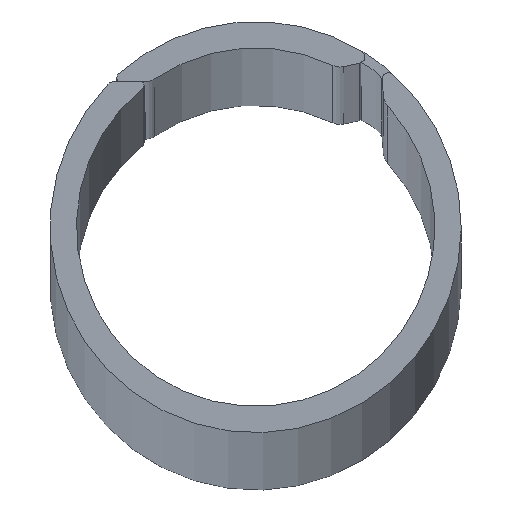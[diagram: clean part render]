
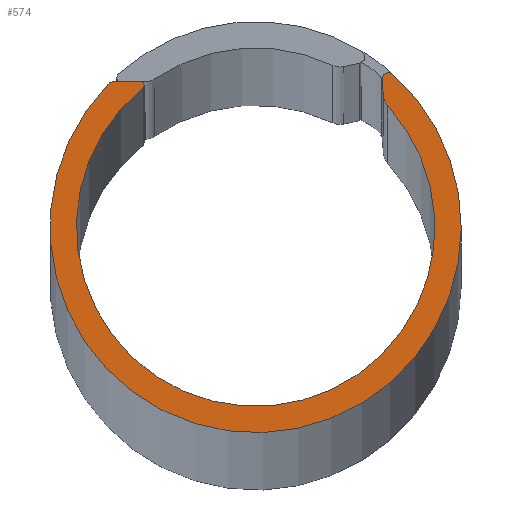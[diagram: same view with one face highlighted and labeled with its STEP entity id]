
A CAD part, top view. The second image highlights one B-rep face of the part: STEP entity #574.
In plain terms, the highlighted planar face has unit normal (0, 0, 1).
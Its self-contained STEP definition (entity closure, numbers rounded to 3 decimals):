
#15 = VERTEX_POINT ( 'NONE', #784 ) ;
#20 = ORIENTED_EDGE ( 'NONE', *, *, #340, .T. ) ;
#22 = DIRECTION ( 'NONE',  ( 0., 0., 1. ) ) ;
#30 = CARTESIAN_POINT ( 'NONE',  ( 7.681, 8.972, 0. ) ) ;
#38 = CARTESIAN_POINT ( 'NONE',  ( 0., 0., 0. ) ) ;
#41 = CARTESIAN_POINT ( 'NONE',  ( -6.844, 8.483, 0. ) ) ;
#54 = CIRCLE ( 'NONE', #817, 1. ) ;
#80 = DIRECTION ( 'NONE',  ( 1., 0., 0. ) ) ;
#82 = DIRECTION ( 'NONE',  ( 1., 0., 0. ) ) ;
#87 = EDGE_CURVE ( 'NONE', #688, #474, #484, .T. ) ;
#112 = CARTESIAN_POINT ( 'NONE',  ( 0., 0., 0. ) ) ;
#134 = ORIENTED_EDGE ( 'NONE', *, *, #430, .T. ) ;
#140 = CARTESIAN_POINT ( 'NONE',  ( 8.766, 8.048, 0. ) ) ;
#152 = CARTESIAN_POINT ( 'NONE',  ( -8.989, 8.686, 0. ) ) ;
#158 = CARTESIAN_POINT ( 'NONE',  ( 8.347, 9.305, 0. ) ) ;
#175 = DIRECTION ( 'NONE',  ( 0., 0., 1. ) ) ;
#187 = EDGE_LOOP ( 'NONE', ( #505, #431, #20, #783, #243, #313, #134, #656 ) ) ;
#190 = CARTESIAN_POINT ( 'NONE',  ( 0., 0., 0. ) ) ;
#191 = EDGE_CURVE ( 'NONE', #720, #728, #350, .T. ) ;
#198 = AXIS2_PLACEMENT_3D ( 'NONE', #112, #175, #551 ) ;
#201 = CIRCLE ( 'NONE', #495, 0.2 ) ;
#243 = ORIENTED_EDGE ( 'NONE', *, *, #87, .T. ) ;
#250 = VERTEX_POINT ( 'NONE', #781 ) ;
#277 = DIRECTION ( 'NONE',  ( 1., 0., 0. ) ) ;
#289 = DIRECTION ( 'NONE',  ( 0., 0., 1. ) ) ;
#310 = DIRECTION ( 'NONE',  ( 0., 0., 1. ) ) ;
#313 = ORIENTED_EDGE ( 'NONE', *, *, #736, .T. ) ;
#340 = EDGE_CURVE ( 'NONE', #766, #15, #548, .T. ) ;
#342 = DIRECTION ( 'NONE',  ( 0., 0., 1. ) ) ;
#350 = CIRCLE ( 'NONE', #823, 0.5 ) ;
#351 = DIRECTION ( 'NONE',  ( 0.087, -0.996, 0. ) ) ;
#356 = DIRECTION ( 'NONE',  ( -1., 0., 0. ) ) ;
#412 = AXIS2_PLACEMENT_3D ( 'NONE', #190, #585, #704 ) ;
#420 = CARTESIAN_POINT ( 'NONE',  ( -6.97, 8.839, 0. ) ) ;
#421 = CIRCLE ( 'NONE', #576, 0.4 ) ;
#430 = EDGE_CURVE ( 'NONE', #250, #720, #684, .T. ) ;
#431 = ORIENTED_EDGE ( 'NONE', *, *, #514, .T. ) ;
#458 = CIRCLE ( 'NONE', #749, 12.5 ) ;
#474 = VERTEX_POINT ( 'NONE', #41 ) ;
#475 = CARTESIAN_POINT ( 'NONE',  ( -8.629, 8.839, 0. ) ) ;
#476 = CARTESIAN_POINT ( 'NONE',  ( 7.681, 8.972, 0. ) ) ;
#481 = CARTESIAN_POINT ( 'NONE',  ( 8.029, 7.371, 0. ) ) ;
#484 = CIRCLE ( 'NONE', #412, 10.9 ) ;
#495 = AXIS2_PLACEMENT_3D ( 'NONE', #667, #342, #613 ) ;
#505 = ORIENTED_EDGE ( 'NONE', *, *, #732, .T. ) ;
#514 = EDGE_CURVE ( 'NONE', #774, #766, #421, .T. ) ;
#548 = LINE ( 'NONE', #476, #794 ) ;
#551 = DIRECTION ( 'NONE',  ( 1., 0., 0. ) ) ;
#560 = VECTOR ( 'NONE', #356, 1000. ) ;
#574 = ADVANCED_FACE ( 'NONE', ( #634 ), #760, .T. ) ;
#576 = AXIS2_PLACEMENT_3D ( 'NONE', #745, #680, #810 ) ;
#585 = DIRECTION ( 'NONE',  ( 0., 0., -1. ) ) ;
#587 = CARTESIAN_POINT ( 'NONE',  ( -8.629, 8.339, 0. ) ) ;
#613 = DIRECTION ( 'NONE',  ( 1., 0., 0. ) ) ;
#634 = FACE_OUTER_BOUND ( 'NONE', #187, .T. ) ;
#656 = ORIENTED_EDGE ( 'NONE', *, *, #191, .T. ) ;
#666 = EDGE_CURVE ( 'NONE', #15, #688, #54, .T. ) ;
#667 = CARTESIAN_POINT ( 'NONE',  ( -6.97, 8.639, 0. ) ) ;
#680 = DIRECTION ( 'NONE',  ( 0., 0., 1. ) ) ;
#684 = LINE ( 'NONE', #420, #560 ) ;
#688 = VERTEX_POINT ( 'NONE', #481 ) ;
#704 = DIRECTION ( 'NONE',  ( 1., 0., 0. ) ) ;
#720 = VERTEX_POINT ( 'NONE', #475 ) ;
#728 = VERTEX_POINT ( 'NONE', #152 ) ;
#732 = EDGE_CURVE ( 'NONE', #728, #774, #458, .T. ) ;
#736 = EDGE_CURVE ( 'NONE', #474, #250, #201, .T. ) ;
#745 = CARTESIAN_POINT ( 'NONE',  ( 8.08, 9.007, 0. ) ) ;
#749 = AXIS2_PLACEMENT_3D ( 'NONE', #38, #289, #277 ) ;
#760 = PLANE ( 'NONE',  #198 ) ;
#766 = VERTEX_POINT ( 'NONE', #30 ) ;
#774 = VERTEX_POINT ( 'NONE', #158 ) ;
#781 = CARTESIAN_POINT ( 'NONE',  ( -6.97, 8.839, 0. ) ) ;
#783 = ORIENTED_EDGE ( 'NONE', *, *, #666, .T. ) ;
#784 = CARTESIAN_POINT ( 'NONE',  ( 7.77, 7.961, 0. ) ) ;
#794 = VECTOR ( 'NONE', #351, 1000. ) ;
#810 = DIRECTION ( 'NONE',  ( -1., 0., 0. ) ) ;
#817 = AXIS2_PLACEMENT_3D ( 'NONE', #140, #310, #80 ) ;
#823 = AXIS2_PLACEMENT_3D ( 'NONE', #587, #22, #82 ) ;
